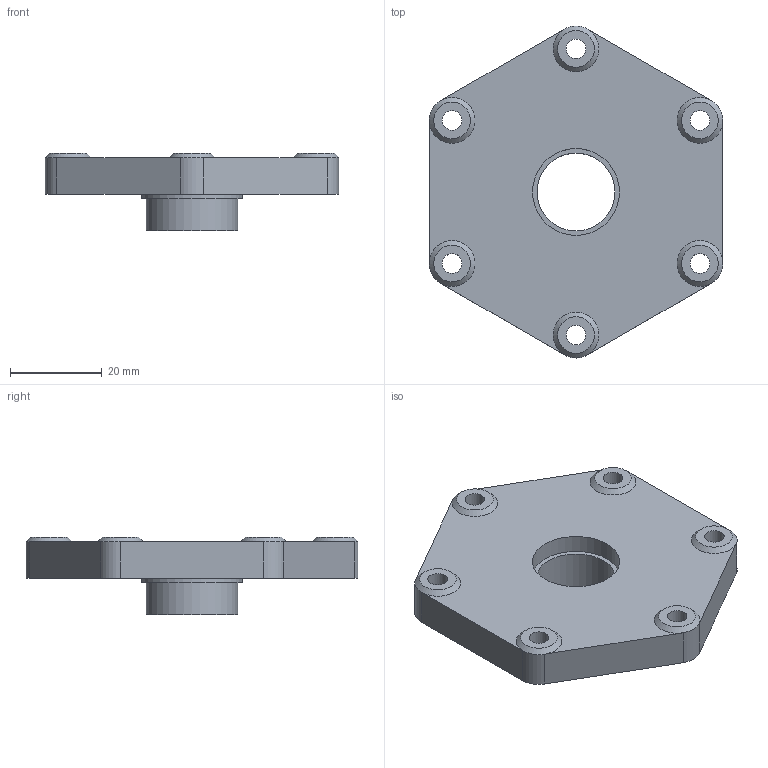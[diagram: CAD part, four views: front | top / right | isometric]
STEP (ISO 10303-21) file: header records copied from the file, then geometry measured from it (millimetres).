
FILE_DESCRIPTION(/* description */ ('STEP AP242','CAx-IF Rec.Pracs.---Representation and Presentation of Product Manufacturing Information (PMI)---4.0---2014-10-13','CAx-IF Rec.Pracs.---3D Tessellated Geometry---0.4---2014-09-14','2;1'),/* implementation_level */ '2;1');
FILE_NAME(/* name */ '68780c51083bfa6ea4fab4b5',/* time_stamp */ '2025-07-16T20:32:18Z',/* author */ (''),/* organization */ (''),/* preprocessor_version */ 'ST-DEVELOPER v20',/* originating_system */ 'ONSHAPE BY PTC INC, 1.200',/* authorisation */ ' ');
FILE_SCHEMA (('AP242_MANAGED_MODEL_BASED_3D_ENGINEERING_MIM_LF { 1 0 10303 442 1 1 4 }'));
Length unit declared in the file: metre
Products named in the file (1): Lower Carrier
Bounding box: 64.13 x 72.5 x 17 mm (x, y, z)
Volume: 25759.2 mm3; surface area: 10781.6 mm2
Topology: 1 solids, 1 shells, 81 faces, 203 edges, 133 vertices
Faces by surface type: plane 59, cylinder 16, cone 6
Full cylindrical faces by diameter (mm): 4.3 x6, 17 x1, 19 x1, 20 x1, 22 x1
Entity records: 2276 total; most frequent: DIRECTION 384, CARTESIAN_POINT 380, ORIENTED_EDGE 352, EDGE_CURVE 176, LINE 132, VECTOR 132, AXIS2_PLACEMENT_3D 126, VERTEX_POINT 122
